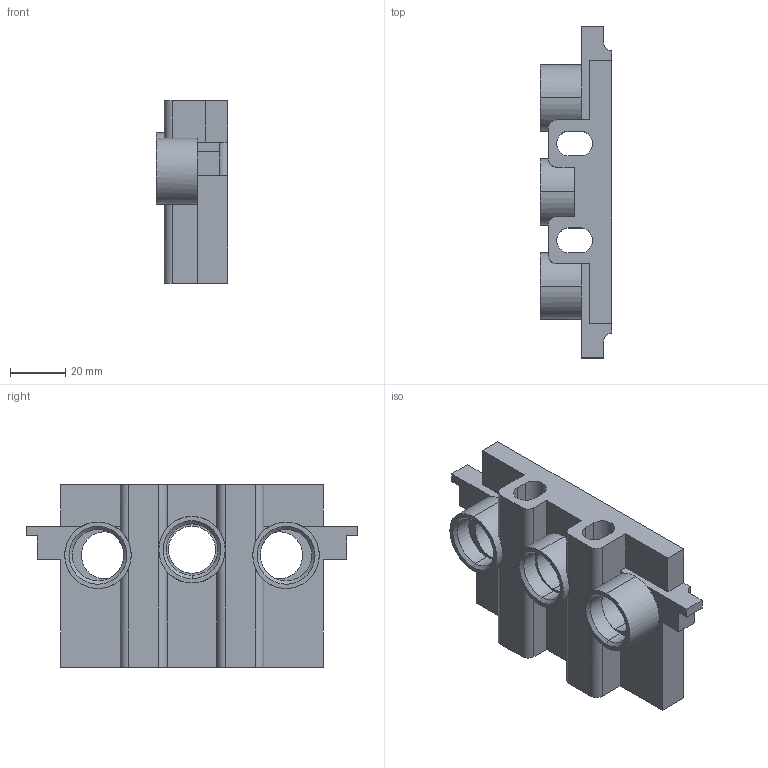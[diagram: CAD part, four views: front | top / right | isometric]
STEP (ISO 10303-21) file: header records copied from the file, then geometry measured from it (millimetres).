
FILE_DESCRIPTION (( 'STEP AP203' ), '1' );
FILE_NAME ('HM-2N.step', '2022-04-19T17:44:59', ( '' ), ( '' ), 'SwSTEP 2.0', 'SolidWorks 2021', '' );
FILE_SCHEMA (( 'CONFIG_CONTROL_DESIGN' ));
Length unit declared in the file: millimetre
Products named in the file (1): HM-2N
Bounding box: 26 x 120 x 66 mm (x, y, z)
Volume: 83102.2 mm3; surface area: 29573.7 mm2
Topology: 1 solids, 1 shells, 98 faces, 260 edges, 168 vertices
Faces by surface type: plane 54, cylinder 38, cone 6
Entity records: 3281 total; most frequent: CARTESIAN_POINT 679, DIRECTION 542, ORIENTED_EDGE 520, EDGE_CURVE 260, AXIS2_PLACEMENT_3D 191, VERTEX_POINT 168, VECTOR 160, LINE 160
